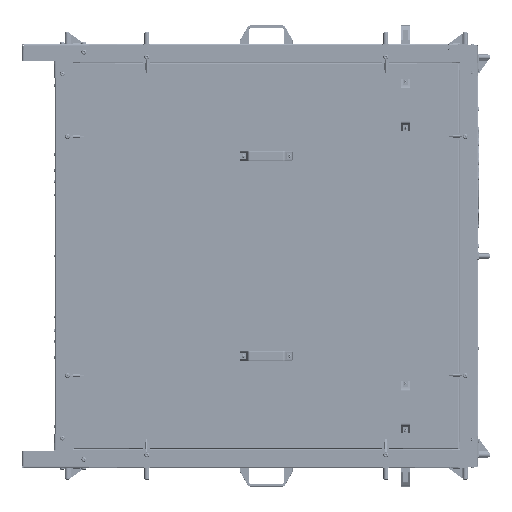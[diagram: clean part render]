
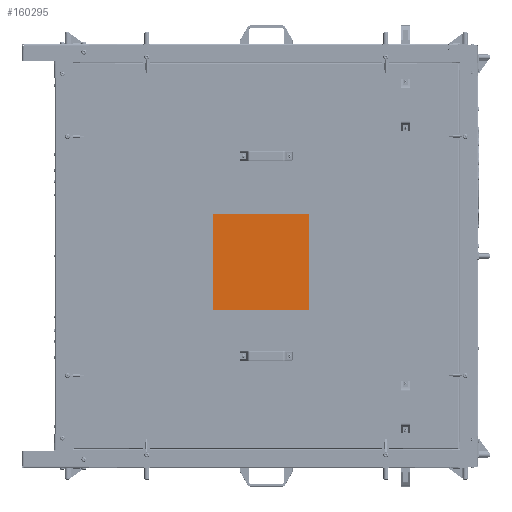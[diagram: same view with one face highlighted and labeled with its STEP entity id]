
A CAD part, left-side view. The second image highlights one B-rep face of the part: STEP entity #160295.
In plain terms, the highlighted planar face has unit normal (-1, 0, 0).
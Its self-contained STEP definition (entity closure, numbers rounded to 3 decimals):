
#7671=PLANE('',#172962);
#16419=FACE_OUTER_BOUND('',#25842,.T.);
#25842=EDGE_LOOP('',(#131232,#131233,#131234,#131235));
#45215=LINE('',#264433,#59491);
#45216=LINE('',#264435,#59492);
#45217=LINE('',#264437,#59493);
#45218=LINE('',#264438,#59494);
#59491=VECTOR('',#208658,10.);
#59492=VECTOR('',#208659,10.);
#59493=VECTOR('',#208660,10.);
#59494=VECTOR('',#208661,10.);
#73616=VERTEX_POINT('',#264431);
#73617=VERTEX_POINT('',#264432);
#73618=VERTEX_POINT('',#264434);
#73619=VERTEX_POINT('',#264436);
#93661=EDGE_CURVE('',#73616,#73617,#45215,.T.);
#93662=EDGE_CURVE('',#73617,#73618,#45216,.T.);
#93663=EDGE_CURVE('',#73618,#73619,#45217,.T.);
#93664=EDGE_CURVE('',#73616,#73619,#45218,.T.);
#131232=ORIENTED_EDGE('',*,*,#93661,.T.);
#131233=ORIENTED_EDGE('',*,*,#93662,.T.);
#131234=ORIENTED_EDGE('',*,*,#93663,.T.);
#131235=ORIENTED_EDGE('',*,*,#93664,.F.);
#160295=ADVANCED_FACE('',(#16419),#7671,.T.);
#172962=AXIS2_PLACEMENT_3D('',#264430,#208656,#208657);
#208656=DIRECTION('center_axis',(-1.,0.,0.));
#208657=DIRECTION('ref_axis',(0.,0.,
-1.));
#208658=DIRECTION('',(0.,-1.,0.));
#208659=DIRECTION('',(0.,0.,1.));
#208660=DIRECTION('',(0.,1.,0.));
#208661=DIRECTION('',(0.,0.,1.));
#264430=CARTESIAN_POINT('Origin',(-682.85,15.45,-16.693));
#264431=CARTESIAN_POINT('',(-682.85,152.95,-152.693));
#264432=CARTESIAN_POINT('',(-682.85,-120.55,-152.693));
#264433=CARTESIAN_POINT('',(-682.85,84.2,-152.693));
#264434=CARTESIAN_POINT('',(-682.85,-120.55,119.307));
#264435=CARTESIAN_POINT('',(-682.85,-120.55,-84.693));
#264436=CARTESIAN_POINT('',(-682.85,152.95,119.307));
#264437=CARTESIAN_POINT('',(-682.85,-52.55,119.307));
#264438=CARTESIAN_POINT('',(-682.85,152.95,-154.193));
